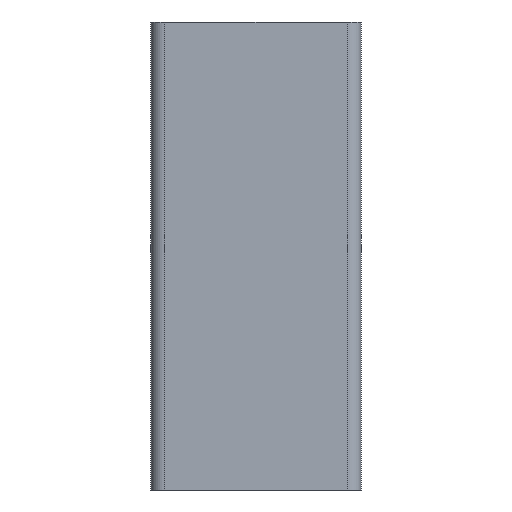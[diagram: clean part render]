
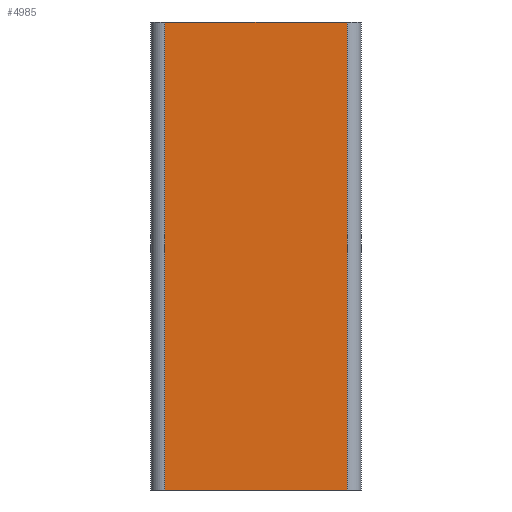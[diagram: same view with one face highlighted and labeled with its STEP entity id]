
A CAD part, left-side view. The second image highlights one B-rep face of the part: STEP entity #4985.
In plain terms, the highlighted planar face has unit normal (-1, 0, 0).
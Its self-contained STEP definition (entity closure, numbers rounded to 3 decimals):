
#579=FACE_OUTER_BOUND('',#845,.T.);
#845=EDGE_LOOP('',(#4587,#4588,#4589,#4590));
#897=LINE('',#7020,#1429);
#999=LINE('',#7390,#1531);
#1377=LINE('',#8342,#1909);
#1378=LINE('',#8344,#1910);
#1429=VECTOR('',#5545,10.);
#1531=VECTOR('',#5815,10.);
#1909=VECTOR('',#6873,10.);
#1910=VECTOR('',#6876,10.);
#1979=VERTEX_POINT('',#7017);
#1980=VERTEX_POINT('',#7019);
#2163=VERTEX_POINT('',#7387);
#2164=VERTEX_POINT('',#7389);
#2467=EDGE_CURVE('',#1980,#1979,#897,.T.);
#2652=EDGE_CURVE('',#2163,#2164,#999,.T.);
#3129=EDGE_CURVE('',#2163,#1980,#1377,.T.);
#3130=EDGE_CURVE('',#2164,#1979,#1378,.T.);
#4587=ORIENTED_EDGE('',*,*,#2652,.F.);
#4588=ORIENTED_EDGE('',*,*,#3129,.T.);
#4589=ORIENTED_EDGE('',*,*,#2467,.T.);
#4590=ORIENTED_EDGE('',*,*,#3130,.F.);
#4740=PLANE('',#5451);
#4985=ADVANCED_FACE('',(#579),#4740,.T.);
#5451=AXIS2_PLACEMENT_3D('',#8343,#6874,#6875);
#5545=DIRECTION('',(0.,1.,0.));
#5815=DIRECTION('',(0.,1.,0.));
#6873=DIRECTION('',(0.,0.,1.));
#6874=DIRECTION('center_axis',(-1.,0.,0.));
#6875=DIRECTION('ref_axis',(0.,0.,1.));
#6876=DIRECTION('',(0.,0.,1.));
#7017=CARTESIAN_POINT('',(-45.,19.5,100.));
#7019=CARTESIAN_POINT('',(-45.,-19.5,100.));
#7020=CARTESIAN_POINT('',(-45.,3.,100.));
#7387=CARTESIAN_POINT('',(-45.,-19.5,0.));
#7389=CARTESIAN_POINT('',(-45.,19.5,0.));
#7390=CARTESIAN_POINT('',(-45.,3.,0.));
#8342=CARTESIAN_POINT('',(-45.,-19.5,0.));
#8343=CARTESIAN_POINT('Origin',(-45.,6.,0.));
#8344=CARTESIAN_POINT('',(-45.,19.5,0.));
